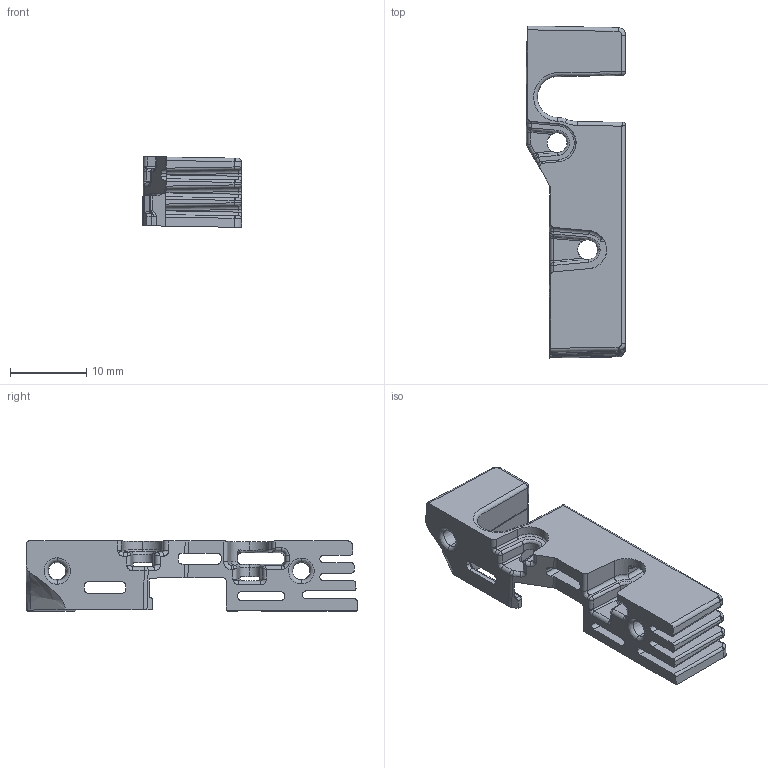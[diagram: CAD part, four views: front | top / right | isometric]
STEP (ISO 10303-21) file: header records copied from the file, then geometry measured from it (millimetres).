
FILE_DESCRIPTION (( 'STEP AP214' ), '1' );
FILE_NAME ('1844_012_rev_03.STEP', '2014-09-17T17:25:53', ( '' ), ( '' ), 'SwSTEP 2.0', 'SolidWorks 2013', '' );
FILE_SCHEMA (( 'AUTOMOTIVE_DESIGN' ));
Length unit declared in the file: millimetre
Products named in the file (1): 1844_012_rev_03
Bounding box: 12.98 x 43.49 x 9.28 mm (x, y, z)
Volume: 2119.1 mm3; surface area: 2697.4 mm2
Topology: 1 solids, 1 shells, 402 faces, 1016 edges, 599 vertices
Faces by surface type: cylinder 160, bspline 152, plane 73, cone 10, sphere 7
Entity records: 14554 total; most frequent: CARTESIAN_POINT 6451, ORIENTED_EDGE 2014, DIRECTION 1372, EDGE_CURVE 1007, VERTEX_POINT 599, AXIS2_PLACEMENT_3D 495, EDGE_LOOP 410, FACE_OUTER_BOUND 402
